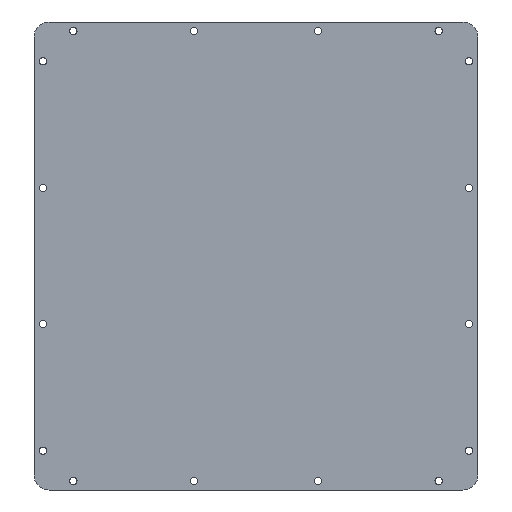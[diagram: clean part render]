
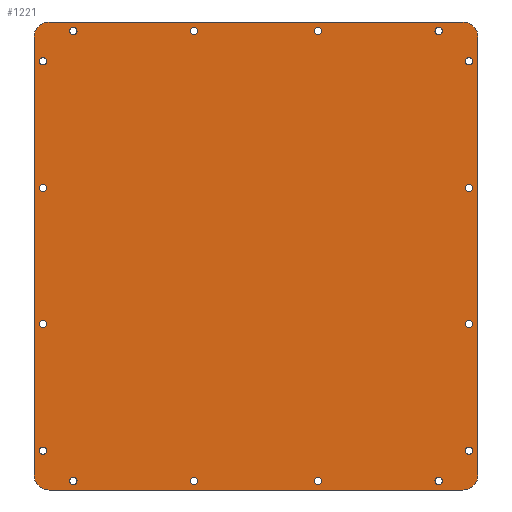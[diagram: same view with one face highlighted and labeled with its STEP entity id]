
A CAD part, front view. The second image highlights one B-rep face of the part: STEP entity #1221.
In plain terms, the highlighted planar face has unit normal (0, -1, 0).
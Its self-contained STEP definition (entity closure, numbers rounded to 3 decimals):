
#33=FACE_BOUND('',#202,.T.);
#34=FACE_BOUND('',#203,.T.);
#35=FACE_BOUND('',#204,.T.);
#36=FACE_BOUND('',#205,.T.);
#37=FACE_BOUND('',#206,.T.);
#38=FACE_BOUND('',#207,.T.);
#39=FACE_BOUND('',#208,.T.);
#40=FACE_BOUND('',#209,.T.);
#41=FACE_BOUND('',#210,.T.);
#42=FACE_BOUND('',#211,.T.);
#43=FACE_BOUND('',#212,.T.);
#44=FACE_BOUND('',#213,.T.);
#45=FACE_BOUND('',#214,.T.);
#46=FACE_BOUND('',#215,.T.);
#47=FACE_BOUND('',#216,.T.);
#48=FACE_BOUND('',#217,.T.);
#70=PLANE('',#1400);
#125=FACE_OUTER_BOUND('',#201,.T.);
#201=EDGE_LOOP('',(#1061,#1062,#1063,#1064,#1065,#1066,#1067,#1068));
#202=EDGE_LOOP('',(#1069));
#203=EDGE_LOOP('',(#1070));
#204=EDGE_LOOP('',(#1071));
#205=EDGE_LOOP('',(#1072));
#206=EDGE_LOOP('',(#1073));
#207=EDGE_LOOP('',(#1074));
#208=EDGE_LOOP('',(#1075));
#209=EDGE_LOOP('',(#1076));
#210=EDGE_LOOP('',(#1077));
#211=EDGE_LOOP('',(#1078));
#212=EDGE_LOOP('',(#1079));
#213=EDGE_LOOP('',(#1080));
#214=EDGE_LOOP('',(#1081));
#215=EDGE_LOOP('',(#1082));
#216=EDGE_LOOP('',(#1083));
#217=EDGE_LOOP('',(#1084));
#277=LINE('',#2059,#349);
#297=LINE('',#2151,#369);
#298=LINE('',#2155,#370);
#299=LINE('',#2159,#371);
#349=VECTOR('',#1673,10.);
#369=VECTOR('',#1779,10.);
#370=VECTOR('',#1782,10.);
#371=VECTOR('',#1787,10.);
#379=CIRCLE('',#1254,1.23);
#382=CIRCLE('',#1258,1.23);
#385=CIRCLE('',#1262,1.23);
#388=CIRCLE('',#1266,1.23);
#391=CIRCLE('',#1270,1.23);
#394=CIRCLE('',#1274,1.23);
#397=CIRCLE('',#1278,1.23);
#400=CIRCLE('',#1282,1.23);
#403=CIRCLE('',#1286,1.23);
#406=CIRCLE('',#1290,1.23);
#409=CIRCLE('',#1294,1.23);
#412=CIRCLE('',#1298,1.23);
#415=CIRCLE('',#1302,1.23);
#418=CIRCLE('',#1306,1.23);
#421=CIRCLE('',#1310,1.23);
#424=CIRCLE('',#1314,1.23);
#477=CIRCLE('',#1399,5.);
#478=CIRCLE('',#1401,5.);
#479=CIRCLE('',#1402,5.);
#480=CIRCLE('',#1403,5.);
#483=VERTEX_POINT('',#1817);
#486=VERTEX_POINT('',#1825);
#489=VERTEX_POINT('',#1833);
#492=VERTEX_POINT('',#1841);
#495=VERTEX_POINT('',#1849);
#498=VERTEX_POINT('',#1857);
#501=VERTEX_POINT('',#1865);
#504=VERTEX_POINT('',#1873);
#507=VERTEX_POINT('',#1881);
#510=VERTEX_POINT('',#1889);
#513=VERTEX_POINT('',#1897);
#516=VERTEX_POINT('',#1905);
#519=VERTEX_POINT('',#1913);
#522=VERTEX_POINT('',#1921);
#525=VERTEX_POINT('',#1929);
#528=VERTEX_POINT('',#1937);
#575=VERTEX_POINT('',#2056);
#576=VERTEX_POINT('',#2058);
#603=VERTEX_POINT('',#2144);
#604=VERTEX_POINT('',#2146);
#605=VERTEX_POINT('',#2150);
#606=VERTEX_POINT('',#2152);
#607=VERTEX_POINT('',#2154);
#608=VERTEX_POINT('',#2157);
#612=EDGE_CURVE('',#483,#483,#379,.T.);
#616=EDGE_CURVE('',#486,#486,#382,.T.);
#620=EDGE_CURVE('',#489,#489,#385,.T.);
#624=EDGE_CURVE('',#492,#492,#388,.T.);
#628=EDGE_CURVE('',#495,#495,#391,.T.);
#632=EDGE_CURVE('',#498,#498,#394,.T.);
#636=EDGE_CURVE('',#501,#501,#397,.T.);
#640=EDGE_CURVE('',#504,#504,#400,.T.);
#644=EDGE_CURVE('',#507,#507,#403,.T.);
#648=EDGE_CURVE('',#510,#510,#406,.T.);
#652=EDGE_CURVE('',#513,#513,#409,.T.);
#656=EDGE_CURVE('',#516,#516,#412,.T.);
#660=EDGE_CURVE('',#519,#519,#415,.T.);
#664=EDGE_CURVE('',#522,#522,#418,.T.);
#668=EDGE_CURVE('',#525,#525,#421,.T.);
#672=EDGE_CURVE('',#528,#528,#424,.T.);
#729=EDGE_CURVE('',#576,#575,#277,.T.);
#772=EDGE_CURVE('',#603,#604,#477,.T.);
#774=EDGE_CURVE('',#603,#605,#297,.T.);
#775=EDGE_CURVE('',#606,#605,#478,.T.);
#776=EDGE_CURVE('',#606,#607,#298,.T.);
#777=EDGE_CURVE('',#576,#607,#479,.T.);
#778=EDGE_CURVE('',#608,#575,#480,.T.);
#779=EDGE_CURVE('',#608,#604,#299,.T.);
#1061=ORIENTED_EDGE('',*,*,#772,.F.);
#1062=ORIENTED_EDGE('',*,*,#774,.T.);
#1063=ORIENTED_EDGE('',*,*,#775,.F.);
#1064=ORIENTED_EDGE('',*,*,#776,.T.);
#1065=ORIENTED_EDGE('',*,*,#777,.F.);
#1066=ORIENTED_EDGE('',*,*,#729,.T.);
#1067=ORIENTED_EDGE('',*,*,#778,.F.);
#1068=ORIENTED_EDGE('',*,*,#779,.T.);
#1069=ORIENTED_EDGE('',*,*,#612,.T.);
#1070=ORIENTED_EDGE('',*,*,#616,.T.);
#1071=ORIENTED_EDGE('',*,*,#620,.T.);
#1072=ORIENTED_EDGE('',*,*,#624,.T.);
#1073=ORIENTED_EDGE('',*,*,#628,.T.);
#1074=ORIENTED_EDGE('',*,*,#632,.T.);
#1075=ORIENTED_EDGE('',*,*,#636,.T.);
#1076=ORIENTED_EDGE('',*,*,#640,.T.);
#1077=ORIENTED_EDGE('',*,*,#644,.T.);
#1078=ORIENTED_EDGE('',*,*,#648,.T.);
#1079=ORIENTED_EDGE('',*,*,#652,.T.);
#1080=ORIENTED_EDGE('',*,*,#656,.T.);
#1081=ORIENTED_EDGE('',*,*,#660,.T.);
#1082=ORIENTED_EDGE('',*,*,#664,.T.);
#1083=ORIENTED_EDGE('',*,*,#668,.T.);
#1084=ORIENTED_EDGE('',*,*,#672,.T.);
#1221=ADVANCED_FACE('',(#125,#33,#34,#35,#36,#37,#38,#39,#40,#41,#42,#43,
#44,#45,#46,#47,#48),#70,.T.);
#1254=AXIS2_PLACEMENT_3D('',#1819,#1422,#1423);
#1258=AXIS2_PLACEMENT_3D('',#1827,#1431,#1432);
#1262=AXIS2_PLACEMENT_3D('',#1835,#1440,#1441);
#1266=AXIS2_PLACEMENT_3D('',#1843,#1449,#1450);
#1270=AXIS2_PLACEMENT_3D('',#1851,#1458,#1459);
#1274=AXIS2_PLACEMENT_3D('',#1859,#1467,#1468);
#1278=AXIS2_PLACEMENT_3D('',#1867,#1476,#1477);
#1282=AXIS2_PLACEMENT_3D('',#1875,#1485,#1486);
#1286=AXIS2_PLACEMENT_3D('',#1883,#1494,#1495);
#1290=AXIS2_PLACEMENT_3D('',#1891,#1503,#1504);
#1294=AXIS2_PLACEMENT_3D('',#1899,#1512,#1513);
#1298=AXIS2_PLACEMENT_3D('',#1907,#1521,#1522);
#1302=AXIS2_PLACEMENT_3D('',#1915,#1530,#1531);
#1306=AXIS2_PLACEMENT_3D('',#1923,#1539,#1540);
#1310=AXIS2_PLACEMENT_3D('',#1931,#1548,#1549);
#1314=AXIS2_PLACEMENT_3D('',#1939,#1557,#1558);
#1399=AXIS2_PLACEMENT_3D('',#2147,#1774,#1775);
#1400=AXIS2_PLACEMENT_3D('',#2149,#1777,#1778);
#1401=AXIS2_PLACEMENT_3D('',#2153,#1780,#1781);
#1402=AXIS2_PLACEMENT_3D('',#2156,#1783,#1784);
#1403=AXIS2_PLACEMENT_3D('',#2158,#1785,#1786);
#1422=DIRECTION('center_axis',(0.,1.,0.));
#1423=DIRECTION('ref_axis',(-1.,0.,0.));
#1431=DIRECTION('center_axis',(0.,1.,0.));
#1432=DIRECTION('ref_axis',(-1.,0.,0.));
#1440=DIRECTION('center_axis',(0.,1.,0.));
#1441=DIRECTION('ref_axis',(-1.,0.,0.));
#1449=DIRECTION('center_axis',(0.,1.,0.));
#1450=DIRECTION('ref_axis',(-1.,0.,0.));
#1458=DIRECTION('center_axis',(0.,1.,0.));
#1459=DIRECTION('ref_axis',(1.,0.,0.));
#1467=DIRECTION('center_axis',(0.,1.,0.));
#1468=DIRECTION('ref_axis',(1.,0.,0.));
#1476=DIRECTION('center_axis',(0.,1.,0.));
#1477=DIRECTION('ref_axis',(1.,0.,0.));
#1485=DIRECTION('center_axis',(0.,1.,0.));
#1486=DIRECTION('ref_axis',(1.,0.,0.));
#1494=DIRECTION('center_axis',(0.,1.,0.));
#1495=DIRECTION('ref_axis',(-1.,0.,0.));
#1503=DIRECTION('center_axis',(0.,1.,0.));
#1504=DIRECTION('ref_axis',(-1.,0.,0.));
#1512=DIRECTION('center_axis',(0.,1.,0.));
#1513=DIRECTION('ref_axis',(-1.,0.,0.));
#1521=DIRECTION('center_axis',(0.,1.,0.));
#1522=DIRECTION('ref_axis',(-1.,0.,0.));
#1530=DIRECTION('center_axis',(0.,1.,0.));
#1531=DIRECTION('ref_axis',(1.,0.,0.));
#1539=DIRECTION('center_axis',(0.,1.,0.));
#1540=DIRECTION('ref_axis',(1.,0.,0.));
#1548=DIRECTION('center_axis',(0.,1.,0.));
#1549=DIRECTION('ref_axis',(1.,0.,0.));
#1557=DIRECTION('center_axis',(0.,1.,0.));
#1558=DIRECTION('ref_axis',(1.,0.,0.));
#1673=DIRECTION('',(0.,0.,-1.));
#1774=DIRECTION('center_axis',(0.,1.,0.));
#1775=DIRECTION('ref_axis',(0.707,0.,-0.707));
#1777=DIRECTION('center_axis',(0.,-1.,0.));
#1778=DIRECTION('ref_axis',(0.,0.,-1.));
#1779=DIRECTION('',(0.,0.,1.));
#1780=DIRECTION('center_axis',(0.,1.,0.));
#1781=DIRECTION('ref_axis',(0.707,0.,0.707));
#1782=DIRECTION('',(-1.,0.,0.));
#1783=DIRECTION('center_axis',(0.,1.,0.));
#1784=DIRECTION('ref_axis',(-0.707,0.,0.707));
#1785=DIRECTION('center_axis',(0.,1.,0.));
#1786=DIRECTION('ref_axis',(-0.707,0.,-0.707));
#1787=DIRECTION('',(1.,0.,0.));
#1817=CARTESIAN_POINT('',(-59.271,-7.,74.5));
#1819=CARTESIAN_POINT('Origin',(-60.5,-7.,74.5));
#1825=CARTESIAN_POINT('',(-69.271,-7.,22.5));
#1827=CARTESIAN_POINT('Origin',(-70.5,-7.,22.5));
#1833=CARTESIAN_POINT('',(-69.271,-7.,64.5));
#1835=CARTESIAN_POINT('Origin',(-70.5,-7.,64.5));
#1841=CARTESIAN_POINT('',(-19.271,-7.,74.5));
#1843=CARTESIAN_POINT('Origin',(-20.5,-7.,74.5));
#1849=CARTESIAN_POINT('',(59.271,-7.,74.5));
#1851=CARTESIAN_POINT('Origin',(60.5,-7.,74.5));
#1857=CARTESIAN_POINT('',(69.271,-7.,22.5));
#1859=CARTESIAN_POINT('Origin',(70.5,-7.,22.5));
#1865=CARTESIAN_POINT('',(69.271,-7.,64.5));
#1867=CARTESIAN_POINT('Origin',(70.5,-7.,64.5));
#1873=CARTESIAN_POINT('',(19.271,-7.,74.5));
#1875=CARTESIAN_POINT('Origin',(20.5,-7.,74.5));
#1881=CARTESIAN_POINT('',(-59.271,-7.,-74.5));
#1883=CARTESIAN_POINT('Origin',(-60.5,-7.,-74.5));
#1889=CARTESIAN_POINT('',(-69.271,-7.,-22.5));
#1891=CARTESIAN_POINT('Origin',(-70.5,-7.,-22.5));
#1897=CARTESIAN_POINT('',(-69.271,-7.,-64.5));
#1899=CARTESIAN_POINT('Origin',(-70.5,-7.,-64.5));
#1905=CARTESIAN_POINT('',(-19.271,-7.,-74.5));
#1907=CARTESIAN_POINT('Origin',(-20.5,-7.,-74.5));
#1913=CARTESIAN_POINT('',(59.271,-7.,-74.5));
#1915=CARTESIAN_POINT('Origin',(60.5,-7.,-74.5));
#1921=CARTESIAN_POINT('',(69.271,-7.,-22.5));
#1923=CARTESIAN_POINT('Origin',(70.5,-7.,-22.5));
#1929=CARTESIAN_POINT('',(69.271,-7.,-64.5));
#1931=CARTESIAN_POINT('Origin',(70.5,-7.,-64.5));
#1937=CARTESIAN_POINT('',(19.271,-7.,-74.5));
#1939=CARTESIAN_POINT('Origin',(20.5,-7.,-74.5));
#2056=CARTESIAN_POINT('',(-73.5,-7.,-72.5));
#2058=CARTESIAN_POINT('',(-73.5,-7.,72.5));
#2059=CARTESIAN_POINT('',(-73.5,-7.,77.5));
#2144=CARTESIAN_POINT('',(73.5,-7.,-72.5));
#2146=CARTESIAN_POINT('',(68.5,-7.,-77.5));
#2147=CARTESIAN_POINT('Origin',(68.5,-7.,-72.5));
#2149=CARTESIAN_POINT('Origin',(0.,-7.,0.));
#2150=CARTESIAN_POINT('',(73.5,-7.,72.5));
#2151=CARTESIAN_POINT('',(73.5,-7.,-77.5));
#2152=CARTESIAN_POINT('',(68.5,-7.,77.5));
#2153=CARTESIAN_POINT('Origin',(68.5,-7.,72.5));
#2154=CARTESIAN_POINT('',(-68.5,-7.,77.5));
#2155=CARTESIAN_POINT('',(73.5,-7.,77.5));
#2156=CARTESIAN_POINT('Origin',(-68.5,-7.,72.5));
#2157=CARTESIAN_POINT('',(-68.5,-7.,-77.5));
#2158=CARTESIAN_POINT('Origin',(-68.5,-7.,-72.5));
#2159=CARTESIAN_POINT('',(-73.5,-7.,-77.5));
